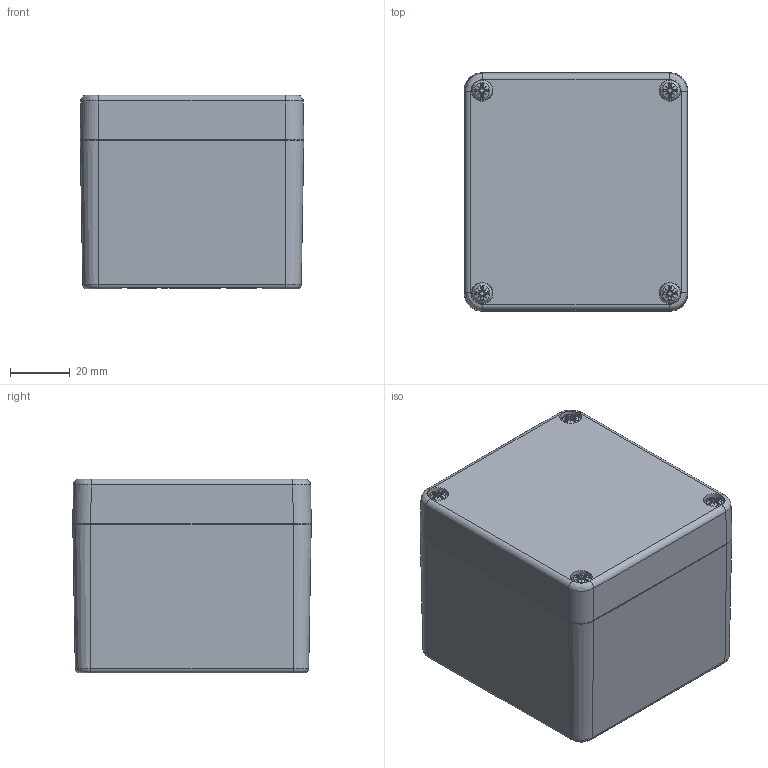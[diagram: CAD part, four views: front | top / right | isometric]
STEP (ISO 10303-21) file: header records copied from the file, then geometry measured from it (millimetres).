
FILE_DESCRIPTION((''),'2;1');
FILE_NAME('0101100990--MBA_708065_VE.stp','2015-01-20T09:45:20',('robin.rentz'),(''),'Autodesk Inventor 2012','Autodesk Inventor 2012','');
FILE_SCHEMA(('AUTOMOTIVE_DESIGN { 1 2 10303 214 0 1 1 1 }'));
Length unit declared in the file: millimetre
Products named in the file (5): 0101100990--MBA_708065_VE; 0100100903-UT_708065_VE; 0100100901--OT_708055_VE; 1990000011 Schraube A2 BM4x20_11; xxx-O-Ring-MBA_708055
Assembly tree (7 placements, depth 2):
  0101100990--MBA_708065_VE
    0100100903-UT_708065_VE
    0100100901--OT_708055_VE
    1990000011 Schraube A2 BM4x20_11  x4
    xxx-O-Ring-MBA_708055
Bounding box: 75 x 80 x 65 mm (x, y, z)
Volume: 123829.3 mm3; surface area: 69574.1 mm2
Topology: 7 solids, 7 shells, 1367 faces, 3439 edges, 2182 vertices
Faces by surface type: bspline 510, plane 482, cylinder 147, torus 119, cone 99, sphere 10
Full cylindrical faces by diameter (mm): 3.242 x11, 3.3 x4, 4 x4, 4.5 x4, 5.4 x2, 6 x4, 6.8 x4, 7 x3, 7.5 x4, 8 x1
Entity records: 57940 total; most frequent: CARTESIAN_POINT 33119, ORIENTED_EDGE 5718, DIRECTION 3778, EDGE_CURVE 2859, VERTEX_POINT 1859, VECTOR 1388, LINE 1388, EDGE_LOOP 1346
